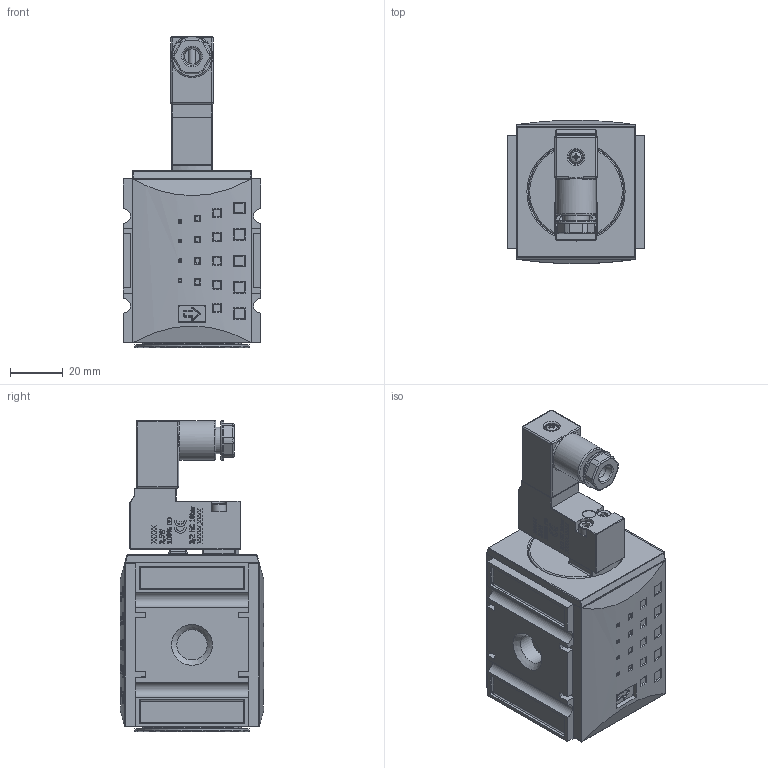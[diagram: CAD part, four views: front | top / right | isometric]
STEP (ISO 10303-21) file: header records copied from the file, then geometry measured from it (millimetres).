
FILE_DESCRIPTION((''),'2;1');
FILE_NAME('KSOV-114.stp','2010-02-22T10:29:40',('DDruske'),(''),'Autodesk Inventor 2009','Autodesk Inventor 2009','');
FILE_SCHEMA(('AUTOMOTIVE_DESIGN { 1 0 10303 214 1 1 1 1 }'));
Length unit declared in the file: millimetre
Products named in the file (1): Bauteil3
Bounding box: 52 x 54.19 x 117.67 mm (x, y, z)
Volume: 166696.4 mm3; surface area: 41787.2 mm2
Topology: 1 solids, 8 shells, 1668 faces, 4377 edges, 2784 vertices
Faces by surface type: plane 774, cylinder 383, bspline 356, torus 111, cone 23, sphere 21
Full cylindrical faces by diameter (mm): 2 x5, 2.256 x1, 2.5 x1, 3 x4, 3.2 x1, 3.7 x1, 4.9 x1, 5 x1, 5.5 x2, 10 x1, 11.445 x1, 15 x2, 35 x1, 36 x1, 36.2 x1, 37.323 x1, 43.5 x1
Entity records: 60064 total; most frequent: CARTESIAN_POINT 19745, ORIENTED_EDGE 8500, DIRECTION 7043, EDGE_CURVE 4250, VERTEX_POINT 2768, VECTOR 2663, LINE 2663, AXIS2_PLACEMENT_3D 2190
